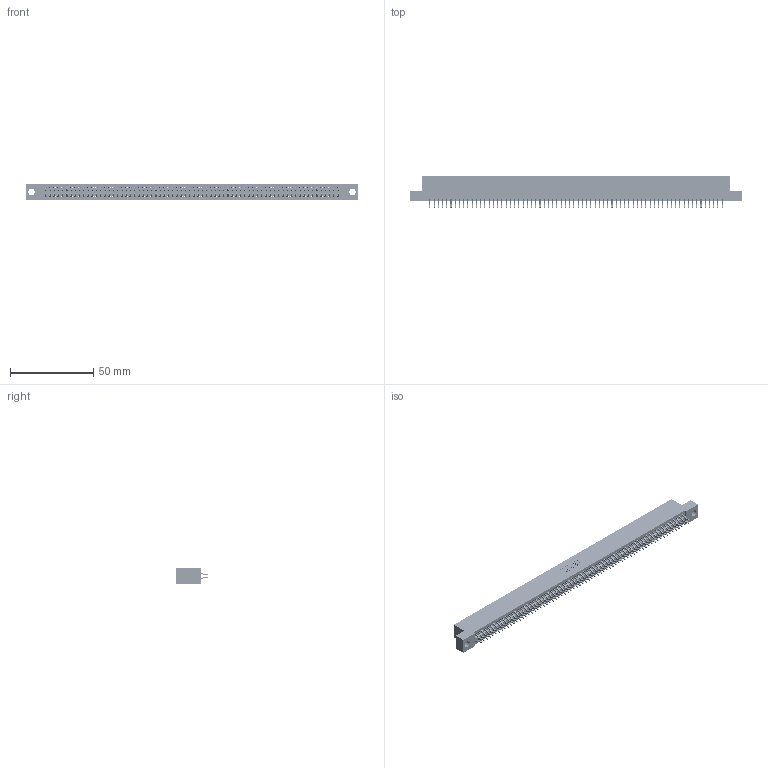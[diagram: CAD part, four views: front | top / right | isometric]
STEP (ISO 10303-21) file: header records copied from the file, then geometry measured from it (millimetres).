
FILE_DESCRIPTION (( 'STEP AP203' ), '1' );
FILE_NAME ('395-140-556-204.STEP', '2021-06-18T04:45:19', ( '' ), ( '' ), 'SwSTEP 2.0', 'SolidWorks 2020', '' );
FILE_SCHEMA (( 'CONFIG_CONTROL_DESIGN' ));
Length unit declared in the file: inch
Products named in the file (3): 345 Part_Flush Mounting Lugs - 0.156 Dia-TI; 345-292-001_556 Tail; 395-140-556-204
Assembly tree (141 placements, depth 2):
  395-140-556-204
    345 Part_Flush Mounting Lugs - 0.156 Dia-TI
    345-292-001_556 Tail  x140
Bounding box: 199.01 x 19.24 x 9.4 mm (x, y, z)
Volume: 19480.4 mm3; surface area: 29066.6 mm2
Topology: 141 solids, 141 shells, 7980 faces, 23757 edges, 15650 vertices
Faces by surface type: plane 5274, cylinder 2706
Entity records: 51793 total; most frequent: CARTESIAN_POINT 8674, ORIENTED_EDGE 8594, DIRECTION 7601, EDGE_CURVE 4297, VECTOR 3877, LINE 3877, VERTEX_POINT 2862, AXIS2_PLACEMENT_3D 1862
